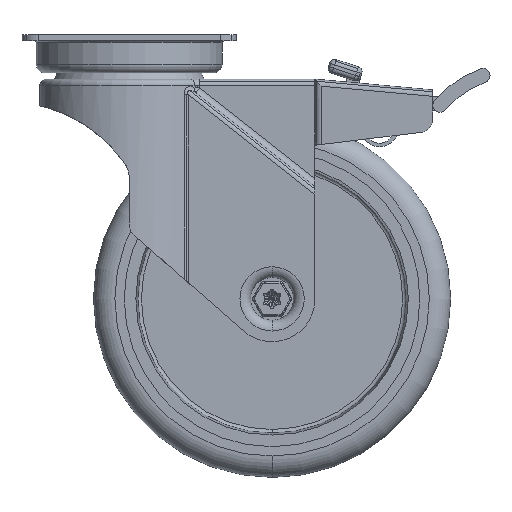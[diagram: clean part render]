
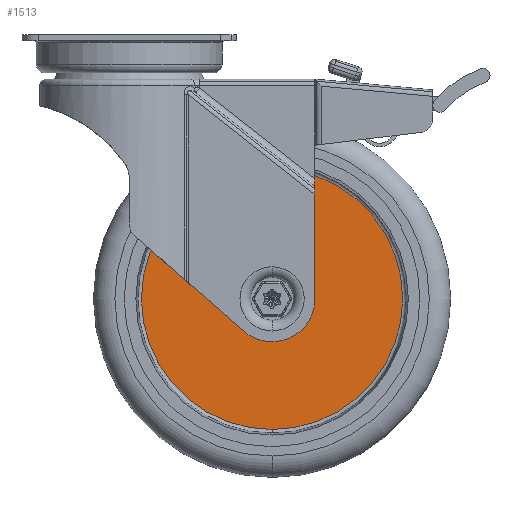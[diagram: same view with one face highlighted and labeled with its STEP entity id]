
A CAD part, front view. The second image highlights one B-rep face of the part: STEP entity #1513.
In plain terms, the highlighted planar face has unit normal (0, -1, 0).
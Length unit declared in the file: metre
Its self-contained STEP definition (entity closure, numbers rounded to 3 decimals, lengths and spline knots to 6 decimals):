
#1513=ADVANCED_FACE('',(#2748,#2749),#2750,.T.);
#2748=FACE_OUTER_BOUND('',#5361,.T.);
#2749=FACE_BOUND('',#5362,.T.);
#2750=PLANE('',#5363);
#5361=EDGE_LOOP('',(#16912,#16913));
#5362=EDGE_LOOP('',(#16914,#16915));
#5363=AXIS2_PLACEMENT_3D('',#16916,#16917,#16918);
#16912=ORIENTED_EDGE('',*,*,#19661,.F.);
#16913=ORIENTED_EDGE('',*,*,#19711,.F.);
#16914=ORIENTED_EDGE('',*,*,#19696,.T.);
#16915=ORIENTED_EDGE('',*,*,#19697,.T.);
#16916=CARTESIAN_POINT('',(0.0,-0.003,0.022534));
#16917=DIRECTION('',(0.0,-1.0,0.0));
#16918=DIRECTION('',(0.0,0.0,-1.0));
#19661=EDGE_CURVE('',#22186,#22189,#22190,.T.);
#19696=EDGE_CURVE('',#22250,#22252,#22254,.T.);
#19697=EDGE_CURVE('',#22252,#22250,#22255,.T.);
#19711=EDGE_CURVE('',#22189,#22186,#22269,.T.);
#22186=VERTEX_POINT('',#26425);
#22189=VERTEX_POINT('',#26428);
#22190=CIRCLE('',#26429,0.036567);
#22250=VERTEX_POINT('',#26501);
#22252=VERTEX_POINT('',#26503);
#22254=CIRCLE('',#26505,0.0085);
#22255=CIRCLE('',#26506,0.0085);
#22269=CIRCLE('',#26520,0.036567);
#26425=CARTESIAN_POINT('',(0.0,-0.003,0.036567));
#26428=CARTESIAN_POINT('',(0.,-0.003,-0.036567));
#26429=AXIS2_PLACEMENT_3D('',#38675,#38676,#38677);
#26501=CARTESIAN_POINT('',(0.0,-0.003,0.0085));
#26503=CARTESIAN_POINT('',(0.,-0.003,-0.0085));
#26505=AXIS2_PLACEMENT_3D('',#38756,#38757,#38758);
#26506=AXIS2_PLACEMENT_3D('',#38759,#38760,#38761);
#26520=AXIS2_PLACEMENT_3D('',#38801,#38802,#38803);
#38675=CARTESIAN_POINT('',(0.0,-0.003,0.0));
#38676=DIRECTION('',(0.0,1.0,0.0));
#38677=DIRECTION('',(0.0,0.0,1.0));
#38756=CARTESIAN_POINT('',(0.0,-0.003,0.0));
#38757=DIRECTION('',(0.0,1.0,0.0));
#38758=DIRECTION('',(0.0,0.0,1.0));
#38759=CARTESIAN_POINT('',(0.0,-0.003,0.0));
#38760=DIRECTION('',(0.0,1.0,0.0));
#38761=DIRECTION('',(0.0,0.0,1.0));
#38801=CARTESIAN_POINT('',(0.0,-0.003,0.0));
#38802=DIRECTION('',(0.0,1.0,0.0));
#38803=DIRECTION('',(0.0,0.0,1.0));
